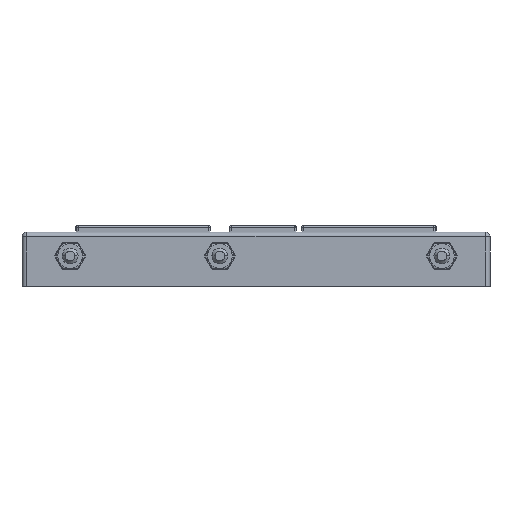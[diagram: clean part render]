
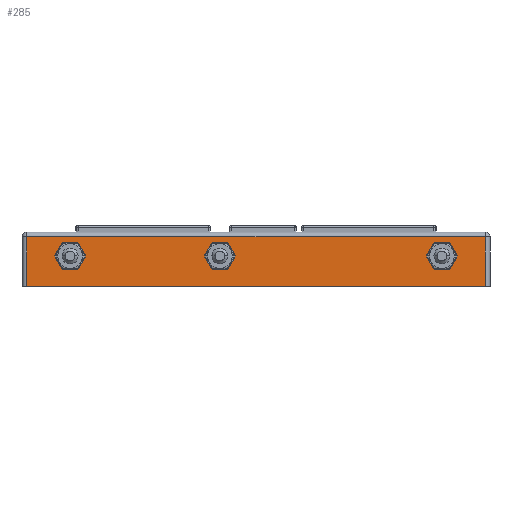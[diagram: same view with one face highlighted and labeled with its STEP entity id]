
A CAD part, front view. The second image highlights one B-rep face of the part: STEP entity #285.
In plain terms, the highlighted planar face has unit normal (0, -1, 0).
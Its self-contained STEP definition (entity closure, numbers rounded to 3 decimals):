
#285=ADVANCED_FACE('NONE',(#981,#982,#983,#984),#985,.F.);
#981=FACE_OUTER_BOUND('',#2171,.T.);
#982=FACE_BOUND('',#2172,.T.);
#983=FACE_BOUND('',#2173,.T.);
#984=FACE_BOUND('',#2174,.T.);
#985=PLANE('',#2175);
#2171=EDGE_LOOP('',(#3960,#3961,#3962,#3963));
#2172=EDGE_LOOP('',(#3964,#3965,#3966,#3967,#3968,#3969));
#2173=EDGE_LOOP('',(#3970,#3971,#3972,#3973,#3974,#3975));
#2174=EDGE_LOOP('',(#3976,#3977,#3978,#3979,#3980,#3981));
#2175=AXIS2_PLACEMENT_3D('',#3982,#3983,#3984);
#3960=ORIENTED_EDGE('',*,*,#7836,.T.);
#3961=ORIENTED_EDGE('',*,*,#7837,.T.);
#3962=ORIENTED_EDGE('',*,*,#7838,.T.);
#3963=ORIENTED_EDGE('',*,*,#7839,.T.);
#3964=ORIENTED_EDGE('',*,*,#7840,.F.);
#3965=ORIENTED_EDGE('',*,*,#7841,.F.);
#3966=ORIENTED_EDGE('',*,*,#7842,.F.);
#3967=ORIENTED_EDGE('',*,*,#7843,.F.);
#3968=ORIENTED_EDGE('',*,*,#7844,.F.);
#3969=ORIENTED_EDGE('',*,*,#7845,.F.);
#3970=ORIENTED_EDGE('',*,*,#7846,.F.);
#3971=ORIENTED_EDGE('',*,*,#7847,.F.);
#3972=ORIENTED_EDGE('',*,*,#7848,.F.);
#3973=ORIENTED_EDGE('',*,*,#7849,.F.);
#3974=ORIENTED_EDGE('',*,*,#7850,.F.);
#3975=ORIENTED_EDGE('',*,*,#7851,.F.);
#3976=ORIENTED_EDGE('',*,*,#7852,.F.);
#3977=ORIENTED_EDGE('',*,*,#7853,.F.);
#3978=ORIENTED_EDGE('',*,*,#7854,.F.);
#3979=ORIENTED_EDGE('',*,*,#7855,.F.);
#3980=ORIENTED_EDGE('',*,*,#7856,.F.);
#3981=ORIENTED_EDGE('',*,*,#7857,.F.);
#3982=CARTESIAN_POINT('',(-73.5,-41.75,8.5));
#3983=DIRECTION('',(0.,1.0,0.));
#3984=DIRECTION('',(1.0,0.0,0.));
#7836=EDGE_CURVE('NONE',#9388,#9389,#9390,.T.);
#7837=EDGE_CURVE('NONE',#9389,#9391,#9392,.T.);
#7838=EDGE_CURVE('NONE',#9391,#9393,#9394,.T.);
#7839=EDGE_CURVE('NONE',#9393,#9388,#9395,.T.);
#7840=EDGE_CURVE('NONE',#9396,#9397,#9398,.T.);
#7841=EDGE_CURVE('NONE',#9399,#9396,#9400,.T.);
#7842=EDGE_CURVE('NONE',#9401,#9399,#9402,.T.);
#7843=EDGE_CURVE('NONE',#9403,#9401,#9404,.T.);
#7844=EDGE_CURVE('NONE',#9405,#9403,#9406,.T.);
#7845=EDGE_CURVE('NONE',#9397,#9405,#9407,.T.);
#7846=EDGE_CURVE('NONE',#9408,#9409,#9410,.T.);
#7847=EDGE_CURVE('NONE',#9411,#9408,#9412,.T.);
#7848=EDGE_CURVE('NONE',#9413,#9411,#9414,.T.);
#7849=EDGE_CURVE('NONE',#9415,#9413,#9416,.T.);
#7850=EDGE_CURVE('NONE',#9417,#9415,#9418,.T.);
#7851=EDGE_CURVE('NONE',#9409,#9417,#9419,.T.);
#7852=EDGE_CURVE('NONE',#9420,#9421,#9422,.T.);
#7853=EDGE_CURVE('NONE',#9423,#9420,#9424,.T.);
#7854=EDGE_CURVE('NONE',#9425,#9423,#9426,.T.);
#7855=EDGE_CURVE('NONE',#9427,#9425,#9428,.T.);
#7856=EDGE_CURVE('NONE',#9429,#9427,#9430,.T.);
#7857=EDGE_CURVE('NONE',#9421,#9429,#9431,.T.);
#9388=VERTEX_POINT('NONE',#11779);
#9389=VERTEX_POINT('NONE',#11780);
#9390=LINE('',#11781,#11782);
#9391=VERTEX_POINT('NONE',#11783);
#9392=LINE('',#11784,#11785);
#9393=VERTEX_POINT('NONE',#11786);
#9394=LINE('',#11787,#11788);
#9395=LINE('',#11789,#11790);
#9396=VERTEX_POINT('NONE',#11791);
#9397=VERTEX_POINT('NONE',#11792);
#9398=LINE('',#11793,#11794);
#9399=VERTEX_POINT('NONE',#11795);
#9400=LINE('',#11796,#11797);
#9401=VERTEX_POINT('NONE',#11798);
#9402=LINE('',#11799,#11800);
#9403=VERTEX_POINT('NONE',#11801);
#9404=LINE('',#11802,#11803);
#9405=VERTEX_POINT('NONE',#11804);
#9406=LINE('',#11805,#11806);
#9407=LINE('',#11807,#11808);
#9408=VERTEX_POINT('NONE',#11809);
#9409=VERTEX_POINT('NONE',#11810);
#9410=LINE('',#11811,#11812);
#9411=VERTEX_POINT('NONE',#11813);
#9412=LINE('',#11814,#11815);
#9413=VERTEX_POINT('NONE',#11816);
#9414=LINE('',#11817,#11818);
#9415=VERTEX_POINT('NONE',#11819);
#9416=LINE('',#11820,#11821);
#9417=VERTEX_POINT('NONE',#11822);
#9418=LINE('',#11823,#11824);
#9419=LINE('',#11825,#11826);
#9420=VERTEX_POINT('NONE',#11827);
#9421=VERTEX_POINT('NONE',#11828);
#9422=LINE('',#11829,#11830);
#9423=VERTEX_POINT('NONE',#11831);
#9424=LINE('',#11832,#11833);
#9425=VERTEX_POINT('NONE',#11834);
#9426=LINE('',#11835,#11836);
#9427=VERTEX_POINT('NONE',#11837);
#9428=LINE('',#11838,#11839);
#9429=VERTEX_POINT('NONE',#11840);
#9430=LINE('',#11841,#11842);
#9431=LINE('',#11843,#11844);
#11779=CARTESIAN_POINT('',(-72.0,-41.75,-8.5));
#11780=CARTESIAN_POINT('',(72.0,-41.75,-8.5));
#11781=CARTESIAN_POINT('',(-73.5,-41.75,-8.5));
#11782=VECTOR('',#15038,1000.0);
#11783=CARTESIAN_POINT('',(72.0,-41.75,7.0));
#11784=CARTESIAN_POINT('',(72.0,-41.75,8.5));
#11785=VECTOR('',#15039,1000.0);
#11786=CARTESIAN_POINT('',(-72.0,-41.75,7.0));
#11787=CARTESIAN_POINT('',(-73.5,-41.75,7.0));
#11788=VECTOR('',#15040,1000.0);
#11789=CARTESIAN_POINT('',(-72.0,-41.75,8.5));
#11790=VECTOR('',#15041,1000.0);
#11791=CARTESIAN_POINT('',(60.854,-41.75,-3.25));
#11792=CARTESIAN_POINT('',(63.307,-41.75,1.));
#11793=CARTESIAN_POINT('',(60.854,-41.75,-3.25));
#11794=VECTOR('',#15042,1000.0);
#11795=CARTESIAN_POINT('',(55.946,-41.75,-3.25));
#11796=CARTESIAN_POINT('',(55.946,-41.75,-3.25));
#11797=VECTOR('',#15043,1000.0);
#11798=CARTESIAN_POINT('',(53.493,-41.75,1.0));
#11799=CARTESIAN_POINT('',(53.493,-41.75,1.0));
#11800=VECTOR('',#15044,1000.0);
#11801=CARTESIAN_POINT('',(55.946,-41.75,5.25));
#11802=CARTESIAN_POINT('',(55.946,-41.75,5.25));
#11803=VECTOR('',#15045,1000.0);
#11804=CARTESIAN_POINT('',(60.854,-41.75,5.25));
#11805=CARTESIAN_POINT('',(60.854,-41.75,5.25));
#11806=VECTOR('',#15046,1000.0);
#11807=CARTESIAN_POINT('',(63.307,-41.75,1.));
#11808=VECTOR('',#15047,1000.0);
#11809=CARTESIAN_POINT('',(-8.896,-41.75,-3.25));
#11810=CARTESIAN_POINT('',(-6.443,-41.75,1.0));
#11811=CARTESIAN_POINT('',(-8.896,-41.75,-3.25));
#11812=VECTOR('',#15048,1000.0);
#11813=CARTESIAN_POINT('',(-13.804,-41.75,-3.25));
#11814=CARTESIAN_POINT('',(-13.804,-41.75,-3.25));
#11815=VECTOR('',#15049,1000.0);
#11816=CARTESIAN_POINT('',(-16.257,-41.75,1.));
#11817=CARTESIAN_POINT('',(-16.257,-41.75,1.));
#11818=VECTOR('',#15050,1000.0);
#11819=CARTESIAN_POINT('',(-13.804,-41.75,5.25));
#11820=CARTESIAN_POINT('',(-13.804,-41.75,5.25));
#11821=VECTOR('',#15051,1000.0);
#11822=CARTESIAN_POINT('',(-8.896,-41.75,5.25));
#11823=CARTESIAN_POINT('',(-8.896,-41.75,5.25));
#11824=VECTOR('',#15052,1000.0);
#11825=CARTESIAN_POINT('',(-6.443,-41.75,1.0));
#11826=VECTOR('',#15053,1000.0);
#11827=CARTESIAN_POINT('',(-55.946,-41.75,-3.25));
#11828=CARTESIAN_POINT('',(-53.493,-41.75,1.));
#11829=CARTESIAN_POINT('',(-55.946,-41.75,-3.25));
#11830=VECTOR('',#15054,1000.0);
#11831=CARTESIAN_POINT('',(-60.854,-41.75,-3.25));
#11832=CARTESIAN_POINT('',(-60.854,-41.75,-3.25));
#11833=VECTOR('',#15055,1000.0);
#11834=CARTESIAN_POINT('',(-63.307,-41.75,1.));
#11835=CARTESIAN_POINT('',(-63.307,-41.75,1.));
#11836=VECTOR('',#15056,1000.0);
#11837=CARTESIAN_POINT('',(-60.854,-41.75,5.25));
#11838=CARTESIAN_POINT('',(-60.854,-41.75,5.25));
#11839=VECTOR('',#15057,1000.0);
#11840=CARTESIAN_POINT('',(-55.946,-41.75,5.25));
#11841=CARTESIAN_POINT('',(-55.946,-41.75,5.25));
#11842=VECTOR('',#15058,1000.0);
#11843=CARTESIAN_POINT('',(-53.493,-41.75,1.));
#11844=VECTOR('',#15059,1000.0);
#15038=DIRECTION('',(1.0,0.,0.0));
#15039=DIRECTION('',(-0.0,-0.0,1.0));
#15040=DIRECTION('',(-1.0,0.,-0.0));
#15041=DIRECTION('',(0.0,0.0,-1.0));
#15042=DIRECTION('',(0.5,0.0,0.866));
#15043=DIRECTION('',(1.0,0.0,0.));
#15044=DIRECTION('',(0.5,0.0,-0.866));
#15045=DIRECTION('',(-0.5,0.0,-0.866));
#15046=DIRECTION('',(-1.0,0.0,0.0));
#15047=DIRECTION('',(-0.5,0.0,0.866));
#15048=DIRECTION('',(0.5,0.0,0.866));
#15049=DIRECTION('',(1.0,0.0,0.));
#15050=DIRECTION('',(0.5,0.0,-0.866));
#15051=DIRECTION('',(-0.5,0.0,-0.866));
#15052=DIRECTION('',(-1.0,0.0,0.0));
#15053=DIRECTION('',(-0.5,0.0,0.866));
#15054=DIRECTION('',(0.5,0.0,0.866));
#15055=DIRECTION('',(1.0,0.0,0.));
#15056=DIRECTION('',(0.5,0.0,-0.866));
#15057=DIRECTION('',(-0.5,0.0,-0.866));
#15058=DIRECTION('',(-1.0,0.0,0.0));
#15059=DIRECTION('',(-0.5,0.0,0.866));
